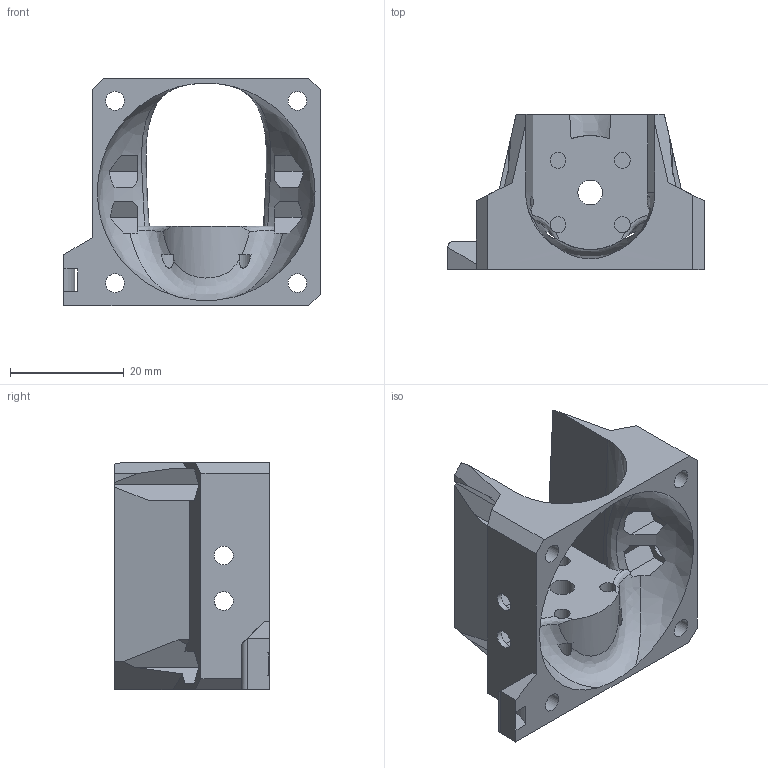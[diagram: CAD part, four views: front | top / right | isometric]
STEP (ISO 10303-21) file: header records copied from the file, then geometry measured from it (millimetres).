
FILE_DESCRIPTION(/* description */ (''),/* implementation_level */ '2;1');
FILE_NAME(/* name */ 'hotend_rapido.step',/* time_stamp */ '2022-06-27T14:17:56+01:00',/* author */ (''),/* organization */ (''),/* preprocessor_version */ 'ST-DEVELOPER v19',/* originating_system */ 'Autodesk Translation Framework v11.7.0.108',/* authorisation */ '');
FILE_SCHEMA (('AUTOMOTIVE_DESIGN { 1 0 10303 214 3 1 1 }'));
Length unit declared in the file: millimetre
Products named in the file (1): hotend_rapido
Bounding box: 45 x 27.15 x 40 mm (x, y, z)
Volume: 15729.8 mm3; surface area: 9377.9 mm2
Topology: 1 solids, 1 shells, 134 faces, 386 edges, 256 vertices
Faces by surface type: plane 99, cylinder 22, cone 7, bspline 6
Full cylindrical faces by diameter (mm): 2.8 x4, 3.3 x8, 4.35 x1, 5 x4
Entity records: 6217 total; most frequent: CARTESIAN_POINT 2696, ORIENTED_EDGE 772, DIRECTION 644, EDGE_CURVE 386, LINE 262, VECTOR 262, VERTEX_POINT 256, AXIS2_PLACEMENT_3D 191
